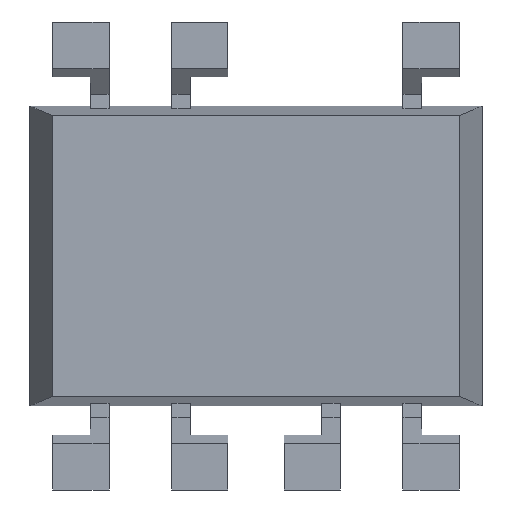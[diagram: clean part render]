
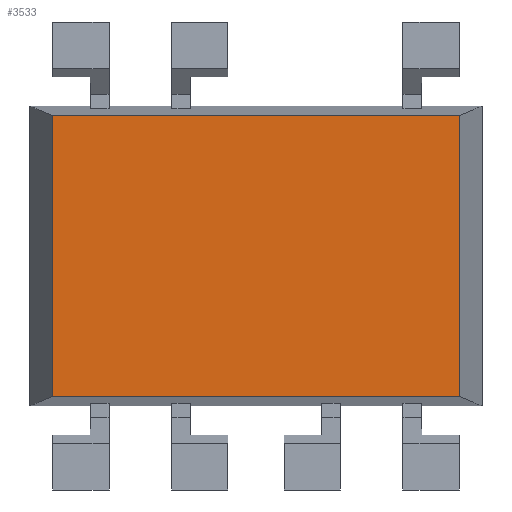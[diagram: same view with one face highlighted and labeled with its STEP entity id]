
A CAD part, front view. The second image highlights one B-rep face of the part: STEP entity #3533.
In plain terms, the highlighted planar face has unit normal (0, -1, 0).
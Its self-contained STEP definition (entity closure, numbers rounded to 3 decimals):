
#3 = CARTESIAN_POINT ( 'NONE',  ( 4.34, 0., -3. ) ) ;
#90 = LINE ( 'NONE', #987, #3229 ) ;
#144 = VECTOR ( 'NONE', #3428, 1000. ) ;
#184 = EDGE_CURVE ( 'NONE', #307, #3573, #2338, .T. ) ;
#200 = CARTESIAN_POINT ( 'NONE',  ( 4.34, 0., 3. ) ) ;
#207 = VECTOR ( 'NONE', #1324, 1000. ) ;
#238 = FACE_OUTER_BOUND ( 'NONE', #1280, .T. ) ;
#241 = LINE ( 'NONE', #2563, #144 ) ;
#296 = LINE ( 'NONE', #1044, #207 ) ;
#297 = ORIENTED_EDGE ( 'NONE', *, *, #1127, .F. ) ;
#307 = VERTEX_POINT ( 'NONE', #200 ) ;
#464 = EDGE_CURVE ( 'NONE', #2039, #2089, #90, .T. ) ;
#610 = CARTESIAN_POINT ( 'NONE',  ( 4.83, 0., -3. ) ) ;
#650 = CARTESIAN_POINT ( 'NONE',  ( 4.34, 0., -3. ) ) ;
#908 = DIRECTION ( 'NONE',  ( 0., 0., 1. ) ) ;
#987 = CARTESIAN_POINT ( 'NONE',  ( -4.34, 0., -3. ) ) ;
#1044 = CARTESIAN_POINT ( 'NONE',  ( 4.83, 0., -3. ) ) ;
#1127 = EDGE_CURVE ( 'NONE', #3573, #2039, #296, .T. ) ;
#1275 = DIRECTION ( 'NONE',  ( 0., 0., 1. ) ) ;
#1280 = EDGE_LOOP ( 'NONE', ( #297, #1778, #2818, #2589 ) ) ;
#1324 = DIRECTION ( 'NONE',  ( -1., 0., 0. ) ) ;
#1423 = CARTESIAN_POINT ( 'NONE',  ( -4.34, 0., 3. ) ) ;
#1729 = VECTOR ( 'NONE', #2843, 1000. ) ;
#1778 = ORIENTED_EDGE ( 'NONE', *, *, #184, .F. ) ;
#2039 = VERTEX_POINT ( 'NONE', #3152 ) ;
#2047 = AXIS2_PLACEMENT_3D ( 'NONE', #610, #2666, #908 ) ;
#2089 = VERTEX_POINT ( 'NONE', #1423 ) ;
#2338 = LINE ( 'NONE', #650, #1729 ) ;
#2563 = CARTESIAN_POINT ( 'NONE',  ( 4.83, 0., 3. ) ) ;
#2589 = ORIENTED_EDGE ( 'NONE', *, *, #464, .F. ) ;
#2666 = DIRECTION ( 'NONE',  ( 0., 1., 0. ) ) ;
#2818 = ORIENTED_EDGE ( 'NONE', *, *, #3285, .F. ) ;
#2843 = DIRECTION ( 'NONE',  ( 0., 0., -1. ) ) ;
#2932 = PLANE ( 'NONE',  #2047 ) ;
#3152 = CARTESIAN_POINT ( 'NONE',  ( -4.34, 0., -3. ) ) ;
#3229 = VECTOR ( 'NONE', #1275, 1000. ) ;
#3285 = EDGE_CURVE ( 'NONE', #2089, #307, #241, .T. ) ;
#3428 = DIRECTION ( 'NONE',  ( 1., 0., 0. ) ) ;
#3533 = ADVANCED_FACE ( 'NONE', ( #238 ), #2932, .F. ) ;
#3573 = VERTEX_POINT ( 'NONE', #3 ) ;
